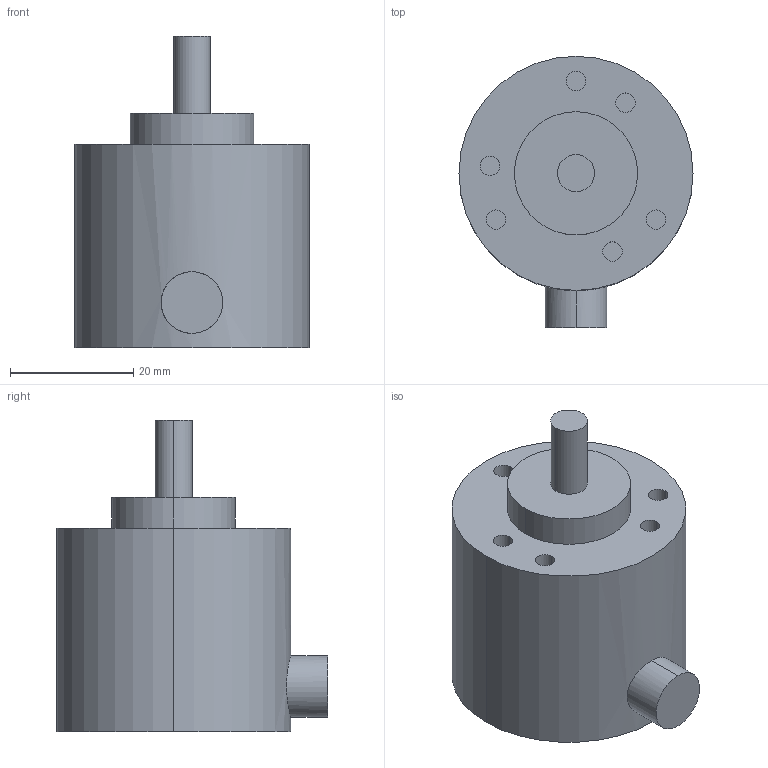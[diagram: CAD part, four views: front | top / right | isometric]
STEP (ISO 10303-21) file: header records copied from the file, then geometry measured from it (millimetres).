
FILE_DESCRIPTION (( 'STEP AP203' ), '1' );
FILE_NAME ('Rotary Encoder.STEP', '2024-06-04T19:36:03', ( '' ), ( '' ), 'SwSTEP 2.0', 'SolidWorks 2023', '' );
FILE_SCHEMA (( 'CONFIG_CONTROL_DESIGN' ));
Length unit declared in the file: millimetre
Products named in the file (1): Rotary Encoder
Bounding box: 38 x 44 x 50.5 mm (x, y, z)
Volume: 39553.7 mm3; surface area: 7312.1 mm2
Topology: 1 solids, 1 shells, 31 faces, 60 edges, 40 vertices
Faces by surface type: cylinder 20, plane 11
Entity records: 957 total; most frequent: CARTESIAN_POINT 204, DIRECTION 160, ORIENTED_EDGE 120, AXIS2_PLACEMENT_3D 70, EDGE_CURVE 60, VERTEX_POINT 40, EDGE_LOOP 40, CIRCLE 38
